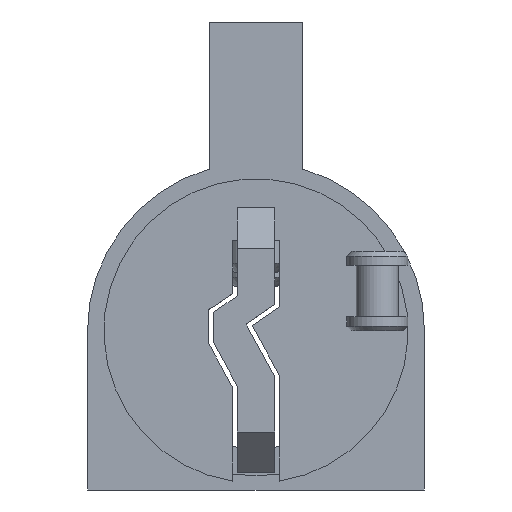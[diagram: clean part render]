
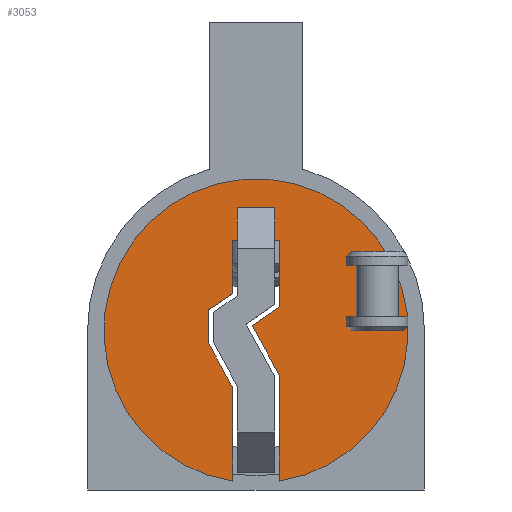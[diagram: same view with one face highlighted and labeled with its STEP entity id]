
A CAD part, front view. The second image highlights one B-rep face of the part: STEP entity #3053.
In plain terms, the highlighted planar face has unit normal (0, -1, 0).
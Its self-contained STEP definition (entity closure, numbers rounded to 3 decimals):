
#83=PLANE('',#3281);
#219=FACE_OUTER_BOUND('',#394,.T.);
#394=EDGE_LOOP('',(#2263,#2264,#2265,#2266,#2267,#2268,#2269,#2270,#2271,
#2272,#2273));
#578=CIRCLE('',#3280,32.5);
#675=LINE('',#4488,#1009);
#706=LINE('',#4670,#1040);
#744=LINE('',#4754,#1078);
#745=LINE('',#4756,#1079);
#746=LINE('',#4758,#1080);
#747=LINE('',#4760,#1081);
#748=LINE('',#4762,#1082);
#749=LINE('',#4764,#1083);
#750=LINE('',#4766,#1084);
#751=LINE('',#4767,#1085);
#1009=VECTOR('',#3566,10.);
#1040=VECTOR('',#3633,10.);
#1078=VECTOR('',#3715,10.);
#1079=VECTOR('',#3716,10.);
#1080=VECTOR('',#3717,10.);
#1081=VECTOR('',#3718,10.);
#1082=VECTOR('',#3719,10.);
#1083=VECTOR('',#3720,10.);
#1084=VECTOR('',#3721,10.);
#1085=VECTOR('',#3722,10.);
#1348=VERTEX_POINT('',#4485);
#1349=VERTEX_POINT('',#4487);
#1391=VERTEX_POINT('',#4667);
#1392=VERTEX_POINT('',#4669);
#1416=VERTEX_POINT('',#4753);
#1417=VERTEX_POINT('',#4755);
#1418=VERTEX_POINT('',#4757);
#1419=VERTEX_POINT('',#4759);
#1420=VERTEX_POINT('',#4761);
#1421=VERTEX_POINT('',#4763);
#1422=VERTEX_POINT('',#4765);
#1651=EDGE_CURVE('',#1349,#1348,#675,.T.);
#1699=EDGE_CURVE('',#1392,#1391,#706,.T.);
#1743=EDGE_CURVE('',#1348,#1392,#578,.T.);
#1744=EDGE_CURVE('',#1391,#1416,#744,.T.);
#1745=EDGE_CURVE('',#1416,#1417,#745,.T.);
#1746=EDGE_CURVE('',#1417,#1418,#746,.T.);
#1747=EDGE_CURVE('',#1418,#1419,#747,.T.);
#1748=EDGE_CURVE('',#1419,#1420,#748,.T.);
#1749=EDGE_CURVE('',#1420,#1421,#749,.T.);
#1750=EDGE_CURVE('',#1421,#1422,#750,.T.);
#1751=EDGE_CURVE('',#1422,#1349,#751,.T.);
#2263=ORIENTED_EDGE('',*,*,#1744,.T.);
#2264=ORIENTED_EDGE('',*,*,#1745,.T.);
#2265=ORIENTED_EDGE('',*,*,#1746,.T.);
#2266=ORIENTED_EDGE('',*,*,#1747,.T.);
#2267=ORIENTED_EDGE('',*,*,#1748,.T.);
#2268=ORIENTED_EDGE('',*,*,#1749,.T.);
#2269=ORIENTED_EDGE('',*,*,#1750,.T.);
#2270=ORIENTED_EDGE('',*,*,#1751,.T.);
#2271=ORIENTED_EDGE('',*,*,#1651,.T.);
#2272=ORIENTED_EDGE('',*,*,#1743,.T.);
#2273=ORIENTED_EDGE('',*,*,#1699,.T.);
#3053=ADVANCED_FACE('',(#219),#83,.T.);
#3280=AXIS2_PLACEMENT_3D('',#4751,#3711,#3712);
#3281=AXIS2_PLACEMENT_3D('',#4752,#3713,#3714);
#3566=DIRECTION('',(0.,0.,-1.));
#3633=DIRECTION('',(0.,0.,1.));
#3711=DIRECTION('center_axis',(0.,-1.,0.));
#3712=DIRECTION('ref_axis',(1.,0.,0.));
#3713=DIRECTION('center_axis',(0.,-1.,0.));
#3714=DIRECTION('ref_axis',(1.,0.,0.));
#3715=DIRECTION('',(-0.479,0.,0.878));
#3716=DIRECTION('',(0.,0.,1.));
#3717=DIRECTION('',(0.825,0.,0.564));
#3718=DIRECTION('',(0.,0.,1.));
#3719=DIRECTION('',(1.,0.,0.));
#3720=DIRECTION('',(0.,0.,-1.));
#3721=DIRECTION('',(-0.825,0.,-0.564));
#3722=DIRECTION('',(0.479,0.,-0.878));
#4485=CARTESIAN_POINT('',(5.,-3.4,-32.113));
#4487=CARTESIAN_POINT('',(5.,-3.4,-9.514));
#4488=CARTESIAN_POINT('',(5.,-3.4,-9.514));
#4667=CARTESIAN_POINT('',(-5.,-3.4,-12.063));
#4669=CARTESIAN_POINT('',(-5.,-3.4,-32.113));
#4670=CARTESIAN_POINT('',(-5.,-3.4,-30.087));
#4751=CARTESIAN_POINT('Origin',(0.,-3.4,0.));
#4752=CARTESIAN_POINT('Origin',(0.,-3.4,0.));
#4753=CARTESIAN_POINT('',(-10.067,-3.4,-2.77));
#4754=CARTESIAN_POINT('',(-5.,-3.4,-12.063));
#4755=CARTESIAN_POINT('',(-10.067,-3.4,4.527));
#4756=CARTESIAN_POINT('',(-10.067,-3.4,-2.77));
#4757=CARTESIAN_POINT('',(-5.,-3.4,7.992));
#4758=CARTESIAN_POINT('',(-10.067,-3.4,4.527));
#4759=CARTESIAN_POINT('',(-5.,-3.4,19.307));
#4760=CARTESIAN_POINT('',(-5.,-3.4,7.992));
#4761=CARTESIAN_POINT('',(5.,-3.4,19.307));
#4762=CARTESIAN_POINT('',(-5.,-3.4,19.307));
#4763=CARTESIAN_POINT('',(5.,-3.4,5.139));
#4764=CARTESIAN_POINT('',(5.,-3.4,19.307));
#4765=CARTESIAN_POINT('',(-0.819,-3.4,1.159));
#4766=CARTESIAN_POINT('',(5.,-3.4,5.139));
#4767=CARTESIAN_POINT('',(-0.819,-3.4,1.159));
